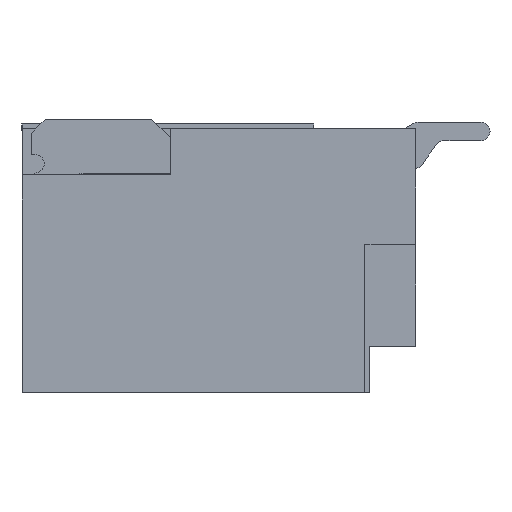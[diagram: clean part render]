
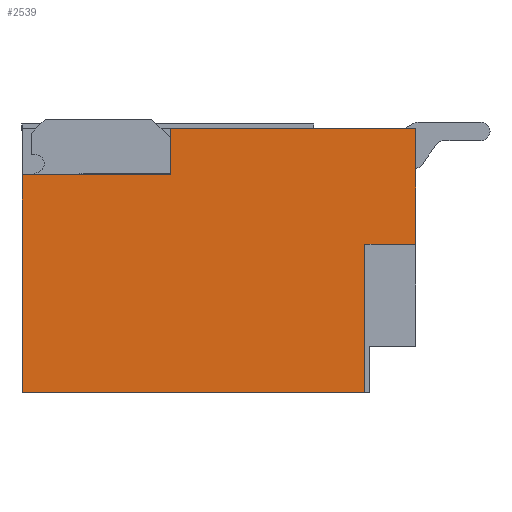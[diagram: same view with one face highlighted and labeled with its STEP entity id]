
A CAD part, left-side view. The second image highlights one B-rep face of the part: STEP entity #2539.
In plain terms, the highlighted planar face has unit normal (-1, 0, 0).
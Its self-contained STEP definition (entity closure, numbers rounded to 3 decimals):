
#42 = VERTEX_POINT ( 'NONE', #8761 ) ;
#75 = LINE ( 'NONE', #8540, #3433 ) ;
#365 = LINE ( 'NONE', #9797, #10948 ) ;
#1138 = LINE ( 'NONE', #10386, #6414 ) ;
#1214 = EDGE_CURVE ( 'NONE', #3648, #42, #10784, .T. ) ;
#1226 = DIRECTION ( 'NONE',  ( 0., 1., 0. ) ) ;
#1242 = DIRECTION ( 'NONE',  ( 0., 0., 1. ) ) ;
#1477 = AXIS2_PLACEMENT_3D ( 'NONE', #9110, #8265, #3129 ) ;
#1502 = EDGE_CURVE ( 'NONE', #4987, #9681, #4074, .T. ) ;
#1503 = EDGE_CURVE ( 'NONE', #7289, #3648, #6940, .T. ) ;
#1596 = DIRECTION ( 'NONE',  ( 0., 0., 1. ) ) ;
#1865 = DIRECTION ( 'NONE',  ( 0., 0., -1. ) ) ;
#1994 = ORIENTED_EDGE ( 'NONE', *, *, #10683, .T. ) ;
#2035 = DIRECTION ( 'NONE',  ( 0., 0., -1. ) ) ;
#2434 = DIRECTION ( 'NONE',  ( 0., -1., 0. ) ) ;
#2454 = VECTOR ( 'NONE', #2545, 1000. ) ;
#2539 = ADVANCED_FACE ( 'NONE', ( #4431 ), #10044, .F. ) ;
#2545 = DIRECTION ( 'NONE',  ( 0., -1., 0. ) ) ;
#2700 = CARTESIAN_POINT ( 'NONE',  ( -4.083, 2.264, 3.575 ) ) ;
#2704 = VECTOR ( 'NONE', #1242, 1000. ) ;
#3129 = DIRECTION ( 'NONE',  ( 0., 0., -1. ) ) ;
#3131 = LINE ( 'NONE', #3580, #9807 ) ;
#3183 = VERTEX_POINT ( 'NONE', #8733 ) ;
#3433 = VECTOR ( 'NONE', #1596, 1000. ) ;
#3580 = CARTESIAN_POINT ( 'NONE',  ( -4.083, -1.986, 6.475 ) ) ;
#3648 = VERTEX_POINT ( 'NONE', #9948 ) ;
#3811 = LINE ( 'NONE', #9637, #2454 ) ;
#3870 = EDGE_CURVE ( 'NONE', #42, #3183, #75, .T. ) ;
#4074 = LINE ( 'NONE', #9051, #9951 ) ;
#4418 = CARTESIAN_POINT ( 'NONE',  ( -4.083, -1.986, 6.425 ) ) ;
#4431 = FACE_OUTER_BOUND ( 'NONE', #5025, .T. ) ;
#4987 = VERTEX_POINT ( 'NONE', #5583 ) ;
#5025 = EDGE_LOOP ( 'NONE', ( #11107, #11031, #10745, #7657, #1994, #5845, #5898, #10986 ) ) ;
#5583 = CARTESIAN_POINT ( 'NONE',  ( -4.083, -1.436, 5.175 ) ) ;
#5845 = ORIENTED_EDGE ( 'NONE', *, *, #1502, .F. ) ;
#5870 = VECTOR ( 'NONE', #2434, 1000. ) ;
#5898 = ORIENTED_EDGE ( 'NONE', *, *, #6615, .F. ) ;
#6387 = CARTESIAN_POINT ( 'NONE',  ( -4.083, 2.264, 6.475 ) ) ;
#6414 = VECTOR ( 'NONE', #7856, 1000. ) ;
#6615 = EDGE_CURVE ( 'NONE', #7395, #4987, #365, .T. ) ;
#6940 = LINE ( 'NONE', #6387, #2704 ) ;
#7196 = VERTEX_POINT ( 'NONE', #4418 ) ;
#7289 = VERTEX_POINT ( 'NONE', #2700 ) ;
#7395 = VERTEX_POINT ( 'NONE', #8196 ) ;
#7657 = ORIENTED_EDGE ( 'NONE', *, *, #1503, .F. ) ;
#7731 = EDGE_CURVE ( 'NONE', #3183, #7196, #3811, .T. ) ;
#7856 = DIRECTION ( 'NONE',  ( 0., -1., 0. ) ) ;
#8196 = CARTESIAN_POINT ( 'NONE',  ( -4.083, -1.986, 5.175 ) ) ;
#8265 = DIRECTION ( 'NONE',  ( 1., 0., 0. ) ) ;
#8540 = CARTESIAN_POINT ( 'NONE',  ( -4.083, 0.664, 6.475 ) ) ;
#8542 = CARTESIAN_POINT ( 'NONE',  ( -4.083, -1.986, 5.925 ) ) ;
#8733 = CARTESIAN_POINT ( 'NONE',  ( -4.083, 0.664, 6.425 ) ) ;
#8761 = CARTESIAN_POINT ( 'NONE',  ( -4.083, 0.664, 5.925 ) ) ;
#9051 = CARTESIAN_POINT ( 'NONE',  ( -4.083, -1.436, 6.475 ) ) ;
#9110 = CARTESIAN_POINT ( 'NONE',  ( -4.083, -1.986, 6.475 ) ) ;
#9531 = CARTESIAN_POINT ( 'NONE',  ( -4.083, -1.436, 3.575 ) ) ;
#9637 = CARTESIAN_POINT ( 'NONE',  ( -4.083, -1.986, 6.425 ) ) ;
#9681 = VERTEX_POINT ( 'NONE', #9531 ) ;
#9797 = CARTESIAN_POINT ( 'NONE',  ( -4.083, -1.986, 5.175 ) ) ;
#9807 = VECTOR ( 'NONE', #1865, 1000. ) ;
#9948 = CARTESIAN_POINT ( 'NONE',  ( -4.083, 2.264, 5.925 ) ) ;
#9951 = VECTOR ( 'NONE', #2035, 1000. ) ;
#10044 = PLANE ( 'NONE',  #1477 ) ;
#10386 = CARTESIAN_POINT ( 'NONE',  ( -4.083, 2.264, 3.575 ) ) ;
#10683 = EDGE_CURVE ( 'NONE', #7289, #9681, #1138, .T. ) ;
#10745 = ORIENTED_EDGE ( 'NONE', *, *, #1214, .F. ) ;
#10784 = LINE ( 'NONE', #8542, #5870 ) ;
#10823 = EDGE_CURVE ( 'NONE', #7196, #7395, #3131, .T. ) ;
#10948 = VECTOR ( 'NONE', #1226, 1000. ) ;
#10986 = ORIENTED_EDGE ( 'NONE', *, *, #10823, .F. ) ;
#11031 = ORIENTED_EDGE ( 'NONE', *, *, #3870, .F. ) ;
#11107 = ORIENTED_EDGE ( 'NONE', *, *, #7731, .F. ) ;
